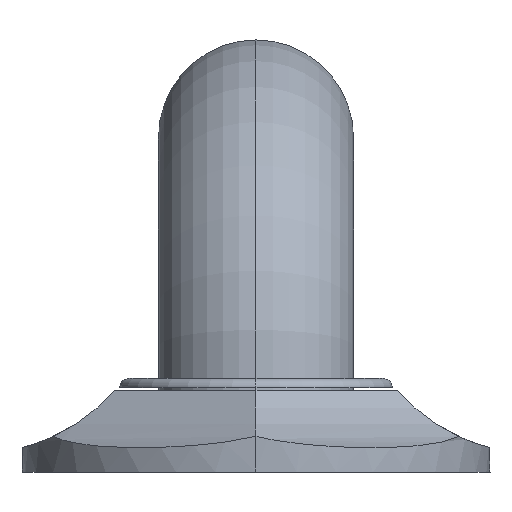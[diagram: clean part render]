
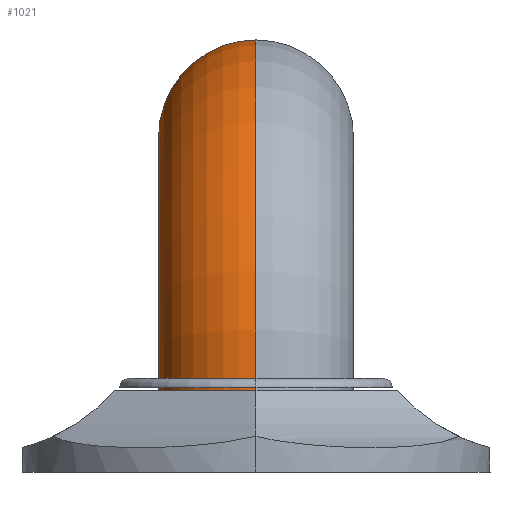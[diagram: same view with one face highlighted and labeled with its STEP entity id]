
A CAD part, left-side view. The second image highlights one B-rep face of the part: STEP entity #1021.
In plain terms, the highlighted toroidal (fillet/blend) face has major radius 41.275 mm and minor radius 15.875 mm.
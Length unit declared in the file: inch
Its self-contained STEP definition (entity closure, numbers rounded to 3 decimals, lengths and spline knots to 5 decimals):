
#922=CARTESIAN_POINT('',(-9.,0.,0.52));
#923=DIRECTION('',(0.,0.,-1.));
#924=DIRECTION('',(-1.,0.,0.));
#925=AXIS2_PLACEMENT_3D('',#922,#923,#924);
#927=CARTESIAN_POINT('',(-7.375,0.,0.52));
#928=DIRECTION('',(0.,1.,0.));
#929=DIRECTION('',(-1.,0.,0.));
#930=AXIS2_PLACEMENT_3D('',#927,#928,#929);
#937=CARTESIAN_POINT('',(-7.375,0.,0.52));
#938=DIRECTION('',(0.,1.,0.));
#939=DIRECTION('',(-1.,0.,0.));
#940=AXIS2_PLACEMENT_3D('',#937,#938,#939);
#951=CARTESIAN_POINT('',(-7.375,0.,2.145));
#952=DIRECTION('',(1.,0.,0.));
#953=DIRECTION('',(0.,0.,-1.));
#954=AXIS2_PLACEMENT_3D('',#951,#952,#953);
#990=CARTESIAN_POINT('',(-8.375,0.,0.52));
#991=CARTESIAN_POINT('',(-9.625,0.,0.52));
#992=VERTEX_POINT('',#990);
#993=VERTEX_POINT('',#991);
#994=CARTESIAN_POINT('',(-7.375,0.,1.52));
#995=CARTESIAN_POINT('',(-7.375,0.,2.77));
#996=VERTEX_POINT('',#994);
#997=VERTEX_POINT('',#995);
#1006=CARTESIAN_POINT('',(-7.375,0.,0.52));
#1007=DIRECTION('',(0.,1.,0.));
#1008=DIRECTION('',(1.,0.,0.));
#1009=AXIS2_PLACEMENT_3D('',#1006,#1007,#1008);
#1010=TOROIDAL_SURFACE('',#1009,1.625,0.625);
#1012=ORIENTED_EDGE('',*,*,#1011,.T.);
#1014=ORIENTED_EDGE('',*,*,#1013,.T.);
#1016=ORIENTED_EDGE('',*,*,#1015,.T.);
#1018=ORIENTED_EDGE('',*,*,#1017,.F.);
#1019=EDGE_LOOP('',(#1012,#1014,#1016,#1018));
#1020=FACE_OUTER_BOUND('',#1019,.F.);
#1021=ADVANCED_FACE('',(#1020),#1010,.T.);
#926=CIRCLE('',#925,0.625);
#931=CIRCLE('',#930,1.);
#941=CIRCLE('',#940,2.25);
#955=CIRCLE('',#954,0.625);
#1011=EDGE_CURVE('',#993,#992,#926,.T.);
#1013=EDGE_CURVE('',#992,#996,#931,.T.);
#1015=EDGE_CURVE('',#996,#997,#955,.T.);
#1017=EDGE_CURVE('',#993,#997,#941,.T.);
